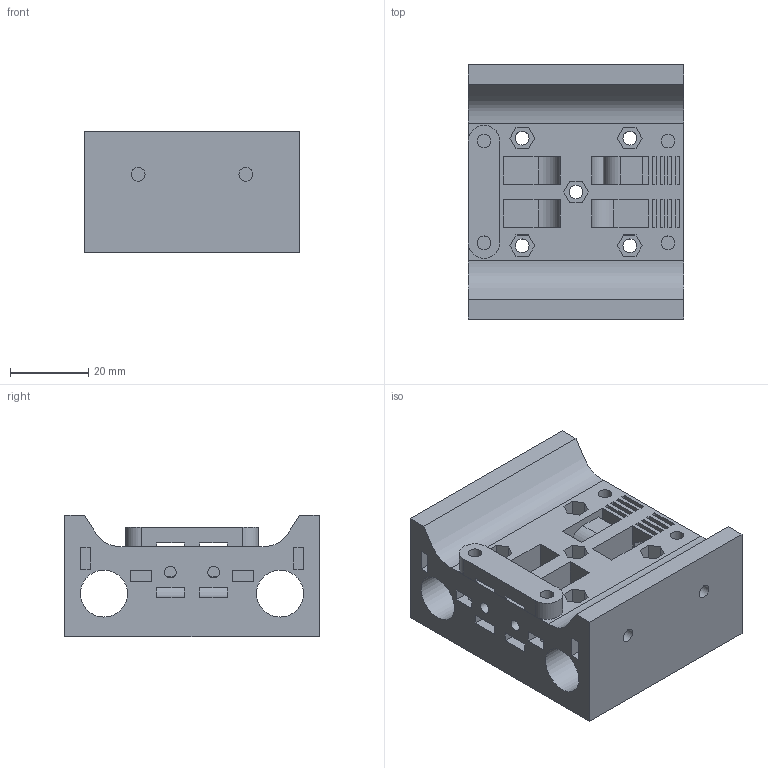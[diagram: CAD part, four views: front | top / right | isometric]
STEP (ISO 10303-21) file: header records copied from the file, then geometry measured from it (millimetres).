
FILE_DESCRIPTION(/* description */ (''),/* implementation_level */ '2;1');
FILE_NAME(/* name */ 'X Carrier v16.step',/* time_stamp */ '2020-10-20T11:31:59+02:00',/* author */ (''),/* organization */ (''),/* preprocessor_version */ 'ST-DEVELOPER v18.1',/* originating_system */ 'Autodesk Translation Framework v9.3.0.1241',/* authorisation */ '');
FILE_SCHEMA (('AUTOMOTIVE_DESIGN { 1 0 10303 214 3 1 1 }'));
Length unit declared in the file: millimetre
Products named in the file (1): X Carrier
Bounding box: 55 x 65 x 31 mm (x, y, z)
Volume: 68118.8 mm3; surface area: 26887.9 mm2
Topology: 3 solids, 7 shells, 293 faces, 711 edges, 474 vertices
Faces by surface type: plane 245, cylinder 46, bspline 2
Full cylindrical faces by diameter (mm): 3 x4, 3.2 x1, 3.5 x23, 12 x2
Entity records: 8804 total; most frequent: CARTESIAN_POINT 1709, ORIENTED_EDGE 1422, DIRECTION 1367, EDGE_CURVE 711, LINE 623, VECTOR 623, VERTEX_POINT 474, EDGE_LOOP 385
